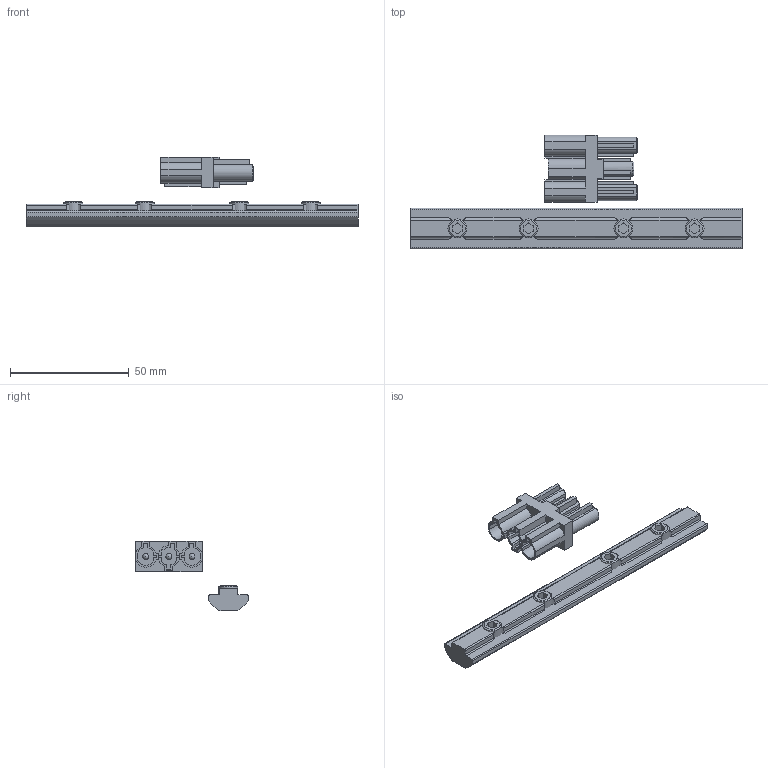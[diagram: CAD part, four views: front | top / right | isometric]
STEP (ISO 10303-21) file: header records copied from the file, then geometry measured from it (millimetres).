
FILE_DESCRIPTION(/* description */ ('STEP AP214'),/* implementation_level */ '2;1');
FILE_NAME(/* name */ '6SAKP3J316BS01',/* time_stamp */ '2022-12-09T10:37:29+01:00',/* author */ ('License CC BY-ND 4.0'),/* organization */ ('CADENAS'),/* preprocessor_version */ 'ST-DEVELOPER v18.102',/* originating_system */ 'PARTsolutions',/* authorisation */ ' ');
FILE_SCHEMA (('AUTOMOTIVE_DESIGN {1 0 10303 214 3 1 1}'));
Length unit declared in the file: millimetre
Products named in the file (4): 6SAKP3J316BS01; 6SAKP3J316BS01-3; 6SAKP3J316BS01-2; 6SAKP3J316BS01-1
Assembly tree (6 placements, depth 2):
  6SAKP3J316BS01
    6SAKP3J316BS01-3
    6SAKP3J316BS01-2  x4
    6SAKP3J316BS01-1
Bounding box: 140 x 47.73 x 29.42 mm (x, y, z)
Volume: 22056.3 mm3; surface area: 15220.1 mm2
Topology: 6 solids, 6 shells, 280 faces, 767 edges, 506 vertices
Faces by surface type: plane 181, cylinder 82, cone 14, sphere 3
Full cylindrical faces by diameter (mm): 2.5 x3, 2.8 x3, 6.647 x4, 8 x4
Entity records: 9057 total; most frequent: CARTESIAN_POINT 1537, ORIENTED_EDGE 1324, DIRECTION 1270, EDGE_CURVE 662, LINE 468, VECTOR 468, VERTEX_POINT 444, AXIS2_PLACEMENT_3D 401
